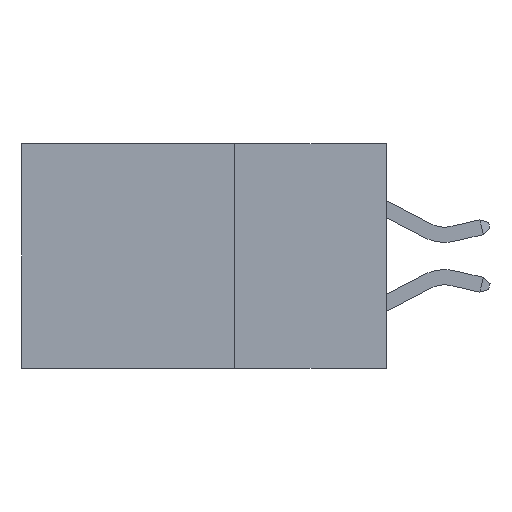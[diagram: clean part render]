
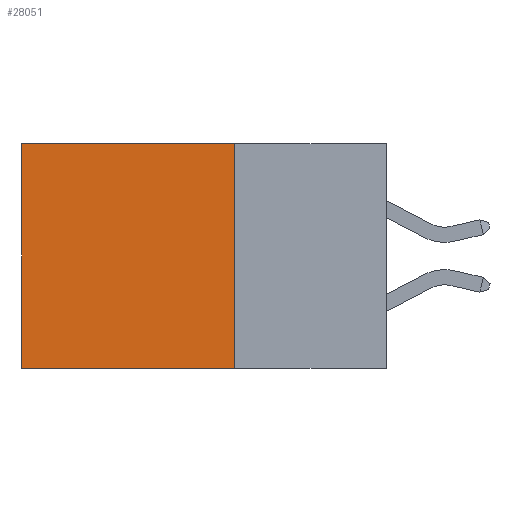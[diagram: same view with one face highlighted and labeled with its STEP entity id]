
A CAD part, left-side view. The second image highlights one B-rep face of the part: STEP entity #28051.
In plain terms, the highlighted planar face has unit normal (-1, 0, 0).
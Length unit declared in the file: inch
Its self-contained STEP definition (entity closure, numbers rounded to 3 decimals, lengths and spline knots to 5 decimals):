
#549 = CARTESIAN_POINT ( 'NONE',  ( 0.298, 0.25, -0.37 ) ) ;
#646 = EDGE_CURVE ( 'NONE', #1099, #17283, #25152, .T. ) ;
#780 = EDGE_CURVE ( 'NONE', #20571, #2919, #13836, .T. ) ;
#1099 = VERTEX_POINT ( 'NONE', #7247 ) ;
#2919 = VERTEX_POINT ( 'NONE', #23777 ) ;
#2976 = EDGE_CURVE ( 'NONE', #20571, #1099, #6000, .T. ) ;
#3630 = LINE ( 'NONE', #549, #9432 ) ;
#3804 = DIRECTION ( 'NONE',  ( 0., 0., -1. ) ) ;
#3937 = EDGE_LOOP ( 'NONE', ( #8850, #12849, #26202, #15863 ) ) ;
#6000 = LINE ( 'NONE', #17064, #6750 ) ;
#6750 = VECTOR ( 'NONE', #12131, 39.37008 ) ;
#7247 = CARTESIAN_POINT ( 'NONE',  ( 0.298, 0.6, 0. ) ) ;
#8850 = ORIENTED_EDGE ( 'NONE', *, *, #646, .T. ) ;
#9432 = VECTOR ( 'NONE', #27357, 39.37008 ) ;
#12131 = DIRECTION ( 'NONE',  ( 0., 1., 0. ) ) ;
#12849 = ORIENTED_EDGE ( 'NONE', *, *, #20859, .F. ) ;
#13836 = LINE ( 'NONE', #18592, #27488 ) ;
#15144 = CARTESIAN_POINT ( 'NONE',  ( 0.298, 0.6, -0.37 ) ) ;
#15863 = ORIENTED_EDGE ( 'NONE', *, *, #2976, .T. ) ;
#17064 = CARTESIAN_POINT ( 'NONE',  ( 0.298, 0.25, 0. ) ) ;
#17283 = VERTEX_POINT ( 'NONE', #15144 ) ;
#18592 = CARTESIAN_POINT ( 'NONE',  ( 0.298, 0.25, 0. ) ) ;
#20460 = CARTESIAN_POINT ( 'NONE',  ( 0.298, 0.6, 0. ) ) ;
#20571 = VERTEX_POINT ( 'NONE', #31274 ) ;
#20859 = EDGE_CURVE ( 'NONE', #2919, #17283, #3630, .T. ) ;
#22011 = VECTOR ( 'NONE', #30321, 39.37008 ) ;
#22018 = CARTESIAN_POINT ( 'NONE',  ( 0.298, 0.25, 0. ) ) ;
#22565 = DIRECTION ( 'NONE',  ( 0., 0., -1. ) ) ;
#23777 = CARTESIAN_POINT ( 'NONE',  ( 0.298, 0.25, -0.37 ) ) ;
#24849 = PLANE ( 'NONE',  #26752 ) ;
#25152 = LINE ( 'NONE', #20460, #22011 ) ;
#25182 = DIRECTION ( 'NONE',  ( 1., 0., 0. ) ) ;
#26202 = ORIENTED_EDGE ( 'NONE', *, *, #780, .F. ) ;
#26752 = AXIS2_PLACEMENT_3D ( 'NONE', #22018, #25182, #22565 ) ;
#27357 = DIRECTION ( 'NONE',  ( 0., 1., 0. ) ) ;
#27488 = VECTOR ( 'NONE', #3804, 39.37008 ) ;
#28051 = ADVANCED_FACE ( 'NONE', ( #31971 ), #24849, .F. ) ;
#30321 = DIRECTION ( 'NONE',  ( 0., 0., -1. ) ) ;
#31274 = CARTESIAN_POINT ( 'NONE',  ( 0.298, 0.25, 0. ) ) ;
#31971 = FACE_OUTER_BOUND ( 'NONE', #3937, .T. ) ;
